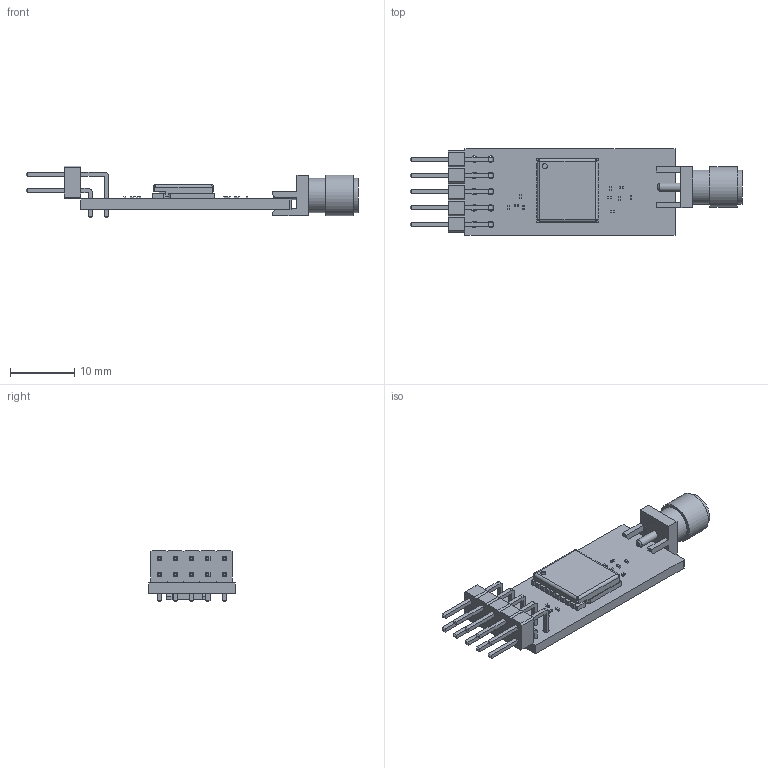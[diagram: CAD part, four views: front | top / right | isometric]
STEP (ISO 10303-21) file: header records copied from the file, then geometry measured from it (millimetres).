
FILE_DESCRIPTION(('KiCad electronic assembly'),'2;1');
FILE_NAME('Teseo_Mod.step','2020-05-12T16:53:13',('An Author'),( 'A Company'),'Open CASCADE STEP processor 6.9', 'KiCad to STEP converter','Unknown');
FILE_SCHEMA(('AUTOMOTIVE_DESIGN { 1 0 10303 214 1 1 1 1 }'));
Length unit declared in the file: millimetre
Products named in the file (12): Open CASCADE STEP translator 6.9 1; PinHeader_2x05_P2.54mm_Horizontal; SOLID; C_0201_0603Metric; SMA-J-P-H-ST-EM1--3DModel-STEP-46669; L_0201_0603Metric; TESEO-LIV3F_3D-CAD_MODEL.STP--3DModel-STEP-144490; COMPOUND
Assembly tree (19 placements, depth 3):
  Open CASCADE STEP translator 6.9 1
    PinHeader_2x05_P2.54mm_Horizontal
      SOLID
    C_0201_0603Metric  x7
      SOLID
    SMA-J-P-H-ST-EM1--3DModel-STEP-46669
      SOLID
    L_0201_0603Metric  x3
      SOLID
    TESEO-LIV3F_3D-CAD_MODEL.STP--3DModel-STEP-144490
      COMPOUND
    COMPOUND
Bounding box: 51.8 x 13.5 x 8.08 mm (x, y, z)
Volume: 1281.4 mm3; surface area: 2561.1 mm2
Topology: 15 solids, 15 shells, 695 faces, 1733 edges, 1118 vertices
Faces by surface type: plane 504, cylinder 182, bspline 8, cone 1
Full cylindrical faces by diameter (mm): 1 x10, 1.27 x2, 4.1 x1, 4.25 x1, 4.63 x1, 5.35 x2, 6.33 x1
Entity records: 31934 total; most frequent: CARTESIAN_POINT 5479, DIRECTION 4499, LINE 3089, VECTOR 3089, ORIENTED_EDGE 2314, PCURVE 2314, DEFINITIONAL_REPRESENTATION 2314, EDGE_CURVE 1157
